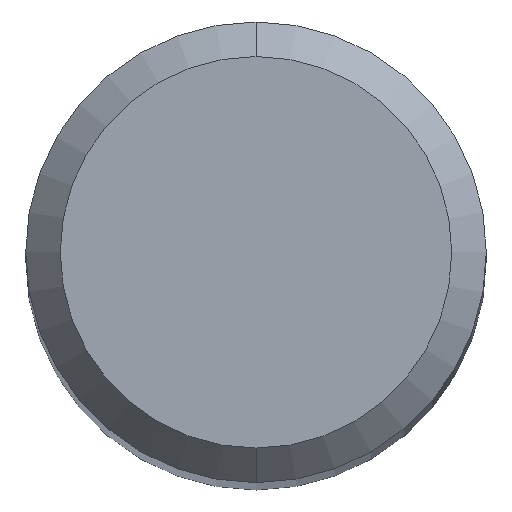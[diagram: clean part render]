
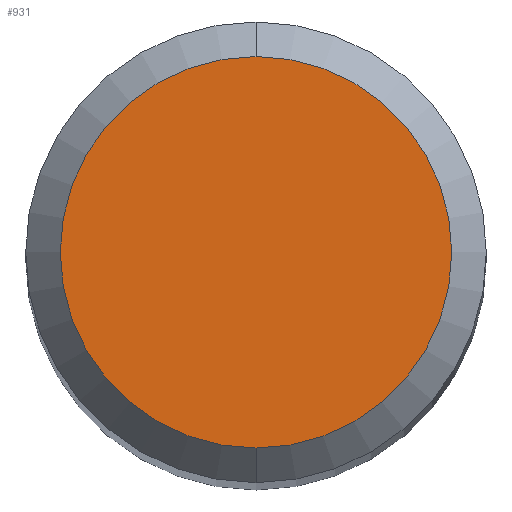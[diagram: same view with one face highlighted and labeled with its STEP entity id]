
A CAD part, top view. The second image highlights one B-rep face of the part: STEP entity #931.
In plain terms, the highlighted planar face has unit normal (0, 0, 1).
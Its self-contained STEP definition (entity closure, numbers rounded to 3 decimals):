
#475=EDGE_CURVE('',#583,#927,#1139,.T.);
#583=VERTEX_POINT('',#1252);
#889=EDGE_CURVE('',#927,#583,#1596,.T.);
#927=VERTEX_POINT('',#1636);
#931=ADVANCED_FACE('',(#1640),#1641,.T.);
#1139=CIRCLE('',#2344,1.7);
#1252=CARTESIAN_POINT('',(0.,-1.7,0.0));
#1596=CIRCLE('',#4344,1.7);
#1636=CARTESIAN_POINT('',(0.0,1.7,0.0));
#1640=FACE_OUTER_BOUND('',#4492,.T.);
#1641=PLANE('',#4493);
#2344=AXIS2_PLACEMENT_3D('',#4738,#4739,#4740);
#4344=AXIS2_PLACEMENT_3D('',#5230,#5231,#5232);
#4492=EDGE_LOOP('',(#5271,#5272));
#4493=AXIS2_PLACEMENT_3D('',#5273,#5274,#5275);
#4738=CARTESIAN_POINT('',(0.0,0.0,0.0));
#4739=DIRECTION('',(0.0,0.0,-1.0));
#4740=DIRECTION('',(0.0,1.0,0.0));
#5230=CARTESIAN_POINT('',(0.0,0.0,0.0));
#5231=DIRECTION('',(0.0,0.0,-1.0));
#5232=DIRECTION('',(0.0,1.0,0.0));
#5271=ORIENTED_EDGE('',*,*,#889,.F.);
#5272=ORIENTED_EDGE('',*,*,#475,.F.);
#5273=CARTESIAN_POINT('',(0.0,0.85,0.0));
#5274=DIRECTION('',(-0.0,0.0,1.0));
#5275=DIRECTION('',(0.0,-1.0,0.0));
